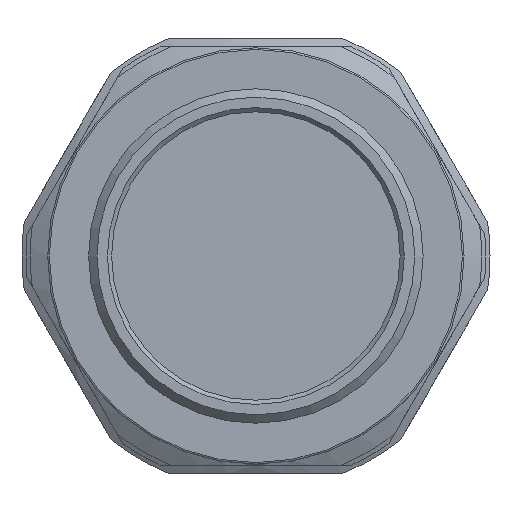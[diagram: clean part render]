
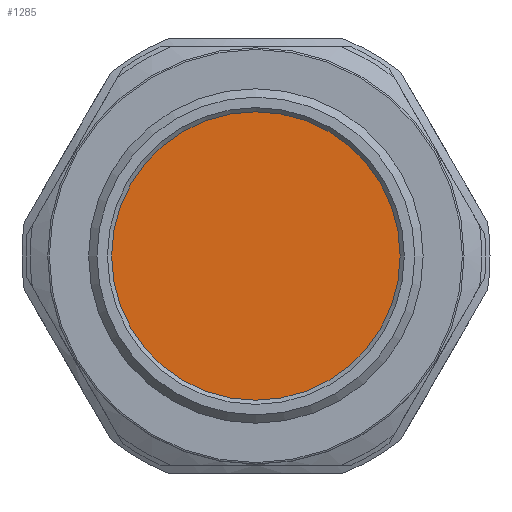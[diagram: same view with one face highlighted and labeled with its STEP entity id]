
A CAD part, front view. The second image highlights one B-rep face of the part: STEP entity #1285.
In plain terms, the highlighted planar face has unit normal (0, -1, 0).
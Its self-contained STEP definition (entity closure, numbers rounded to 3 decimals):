
#312=FACE_OUTER_BOUND('',#392,.T.);
#392=EDGE_LOOP('',(#877));
#480=CIRCLE('',#1390,17.25);
#567=VERTEX_POINT('',#1950);
#687=EDGE_CURVE('',#567,#567,#480,.T.);
#877=ORIENTED_EDGE('',*,*,#687,.F.);
#1257=PLANE('',#1389);
#1285=ADVANCED_FACE('',(#312),#1257,.F.);
#1389=AXIS2_PLACEMENT_3D('',#1949,#1560,#1561);
#1390=AXIS2_PLACEMENT_3D('',#1951,#1562,#1563);
#1560=DIRECTION('center_axis',(0.,1.,0.));
#1561=DIRECTION('ref_axis',(0.,0.,1.));
#1562=DIRECTION('center_axis',(0.,1.,0.));
#1563=DIRECTION('ref_axis',(1.,0.,0.));
#1949=CARTESIAN_POINT('Origin',(13.496,-6.497,0.));
#1950=CARTESIAN_POINT('',(30.746,-6.497,0.));
#1951=CARTESIAN_POINT('Origin',(13.496,-6.497,0.));
